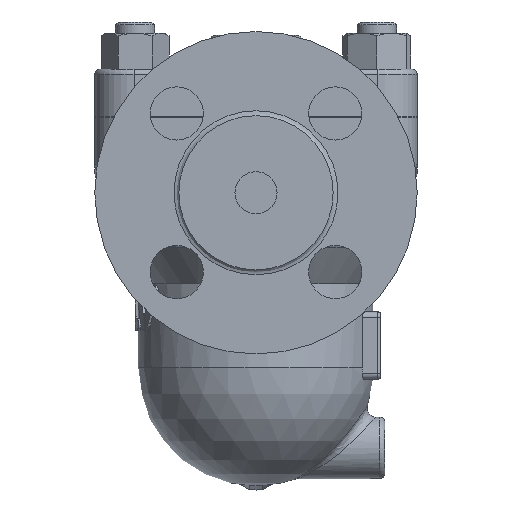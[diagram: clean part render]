
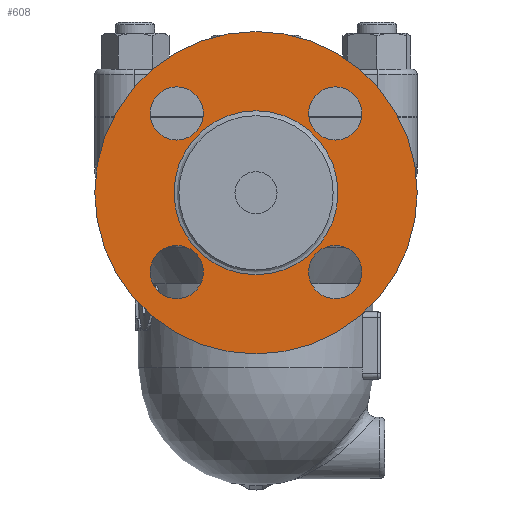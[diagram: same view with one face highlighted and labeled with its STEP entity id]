
A CAD part, left-side view. The second image highlights one B-rep face of the part: STEP entity #608.
In plain terms, the highlighted free-form (B-spline) face has degree [1, 1] with [2, 2] control points.
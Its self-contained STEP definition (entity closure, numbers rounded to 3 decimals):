
#309=CARTESIAN_POINT('',(-119.5,-18.784,21.284));
#310=VERTEX_POINT('',#309);
#311=CARTESIAN_POINT('',(-119.5,-28.284,21.284));
#312=DIRECTION('',(1.0,0.0,0.0));
#313=DIRECTION('',(0.0,1.0,0.0));
#314=AXIS2_PLACEMENT_3D('',#311,#312,#313);
#315=CIRCLE('',#314,9.5);
#316=EDGE_CURVE('',#310,#310,#315,.T.);
#337=CARTESIAN_POINT('',(-119.5,-28.284,-25.784));
#338=VERTEX_POINT('',#337);
#339=CARTESIAN_POINT('',(-119.5,-28.284,-35.284));
#340=DIRECTION('',(1.0,0.0,0.0));
#341=DIRECTION('',(0.0,0.0,1.0));
#342=AXIS2_PLACEMENT_3D('',#339,#340,#341);
#343=CIRCLE('',#342,9.5);
#344=EDGE_CURVE('',#338,#338,#343,.T.);
#365=CARTESIAN_POINT('',(-119.5,18.784,-35.284));
#366=VERTEX_POINT('',#365);
#367=CARTESIAN_POINT('',(-119.5,28.284,-35.284));
#368=DIRECTION('',(1.0,0.0,0.0));
#369=DIRECTION('',(0.0,-1.0,0.0));
#370=AXIS2_PLACEMENT_3D('',#367,#368,#369);
#371=CIRCLE('',#370,9.5);
#372=EDGE_CURVE('',#366,#366,#371,.T.);
#393=CARTESIAN_POINT('',(-119.5,28.284,11.784));
#394=VERTEX_POINT('',#393);
#395=CARTESIAN_POINT('',(-119.5,28.284,21.284));
#396=DIRECTION('',(1.0,0.0,0.0));
#397=DIRECTION('',(0.0,0.0,-1.0));
#398=AXIS2_PLACEMENT_3D('',#395,#396,#397);
#399=CIRCLE('',#398,9.5);
#400=EDGE_CURVE('',#394,#394,#399,.T.);
#512=CARTESIAN_POINT('',(-119.5,0.0,50.5));
#513=VERTEX_POINT('',#512);
#514=CARTESIAN_POINT('',(-119.5,0.0,-7.));
#515=DIRECTION('',(-1.0,0.0,0.0));
#516=DIRECTION('',(0.0,0.0,1.0));
#517=AXIS2_PLACEMENT_3D('',#514,#515,#516);
#518=CIRCLE('',#517,57.5);
#519=EDGE_CURVE('',#513,#513,#518,.T.);
#573=CARTESIAN_POINT('',(-119.5,0.,-36.232));
#574=VERTEX_POINT('',#573);
#575=CARTESIAN_POINT('',(-119.5,0.0,-7.));
#576=DIRECTION('',(1.0,0.0,0.0));
#577=DIRECTION('',(0.0,0.0,1.0));
#578=AXIS2_PLACEMENT_3D('',#575,#576,#577);
#579=CIRCLE('',#578,29.232);
#580=EDGE_CURVE('',#574,#574,#579,.T.);
#585=CARTESIAN_POINT('',(-119.5,57.5,50.5));
#586=CARTESIAN_POINT('',(-119.5,57.5,-64.5));
#587=CARTESIAN_POINT('',(-119.5,-57.5,50.5));
#588=CARTESIAN_POINT('',(-119.5,-57.5,-64.5));
#589=B_SPLINE_SURFACE_WITH_KNOTS('',1,1,((#585,#587),(#586,#588)),.UNSPECIFIED.,.F.,.F.,.U.,(2,2),(2,2),(0.0,115.),(0.0,115.),.UNSPECIFIED.);
#590=ORIENTED_EDGE('',*,*,#519,.T.);
#591=EDGE_LOOP('',(#590));
#592=FACE_OUTER_BOUND('',#591,.T.);
#593=ORIENTED_EDGE('',*,*,#316,.T.);
#594=EDGE_LOOP('',(#593));
#595=FACE_BOUND('',#594,.T.);
#596=ORIENTED_EDGE('',*,*,#344,.T.);
#597=EDGE_LOOP('',(#596));
#598=FACE_BOUND('',#597,.T.);
#599=ORIENTED_EDGE('',*,*,#372,.T.);
#600=EDGE_LOOP('',(#599));
#601=FACE_BOUND('',#600,.T.);
#602=ORIENTED_EDGE('',*,*,#400,.T.);
#603=EDGE_LOOP('',(#602));
#604=FACE_BOUND('',#603,.T.);
#605=ORIENTED_EDGE('',*,*,#580,.T.);
#606=EDGE_LOOP('',(#605));
#607=FACE_BOUND('',#606,.T.);
#608=ADVANCED_FACE('',(#592,#595,#598,#601,#604,#607),#589,.T.);
